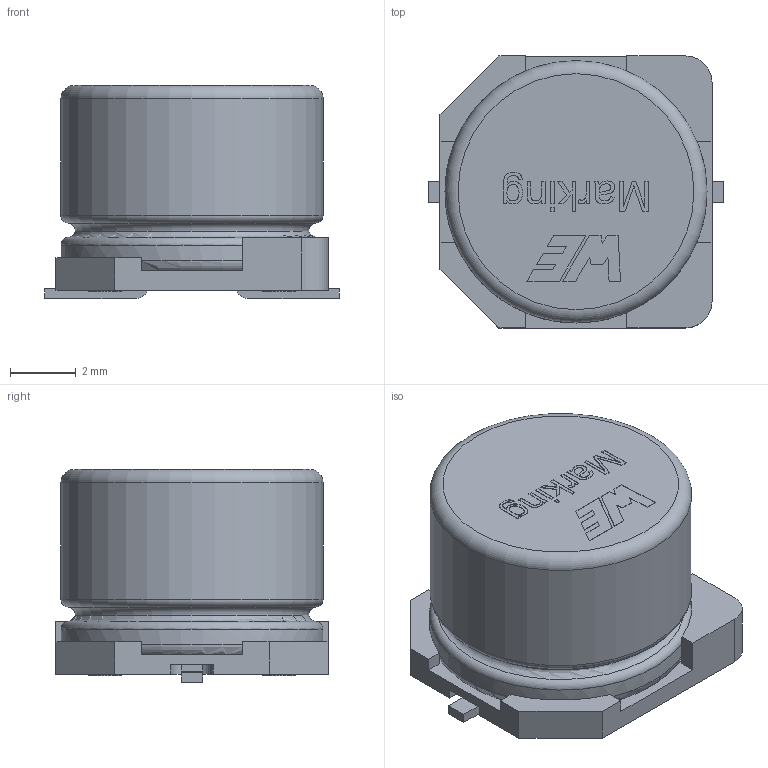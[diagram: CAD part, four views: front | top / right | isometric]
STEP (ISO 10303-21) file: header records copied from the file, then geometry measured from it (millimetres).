
FILE_DESCRIPTION(/* description */ ('Unknown','CAx-IF Rec.Pracs.---Representation and Presentation of Product Manufacturing Information (PMI)---4.0---2014-10-13','CAx-IF Rec.Pracs.---3D Tessellated Geometry---0.4---2014-09-14','2;1'),/* implementation_level */ '2;1');
FILE_NAME(/* name */ 'C_Wurth_WCAP-ASNP-D8L6.5',/* time_stamp */ '2025-01-02T13:12:08+08:00',/* author */ ('Unknown'),/* organization */ ('Unknown'),/* preprocessor_version */ 'ST-DEVELOPER v16.7',/* originating_system */ 'Solid Edge',/* authorisation */ 'Unknown');
FILE_SCHEMA (('AP242_MANAGED_MODEL_BASED_3D_ENGINEERING_MIM_LF { 1 0 10303 442 1 1 4 }'));
Length unit declared in the file: millimetre
Products named in the file (2): C_Wurth_WCAP-ASNP-D8L6.5
Assembly tree (1 placements, depth 2):
  C_Wurth_WCAP-ASNP-D8L6.5
    C_Wurth_WCAP-ASNP-D8L6.5
Bounding box: 9 x 8.3 x 6.5 mm (x, y, z)
Volume: 322.1 mm3; surface area: 397.9 mm2
Topology: 1 solids, 1 shells, 216 faces, 569 edges, 375 vertices
Faces by surface type: plane 150, cylinder 46, bspline 13, torus 7
Full cylindrical faces by diameter (mm): 1 x5, 1.16 x1, 1.2 x2, 1.96 x1, 2.12 x1, 3.88 x1, 4.04 x1, 4.84 x1, 5 x1, 5.6 x1, 8 x1
Entity records: 8571 total; most frequent: CARTESIAN_POINT 1784, ORIENTED_EDGE 1076, DIRECTION 1031, EDGE_CURVE 538, LINE 401, VECTOR 401, VERTEX_POINT 368, AXIS2_PLACEMENT_3D 315
